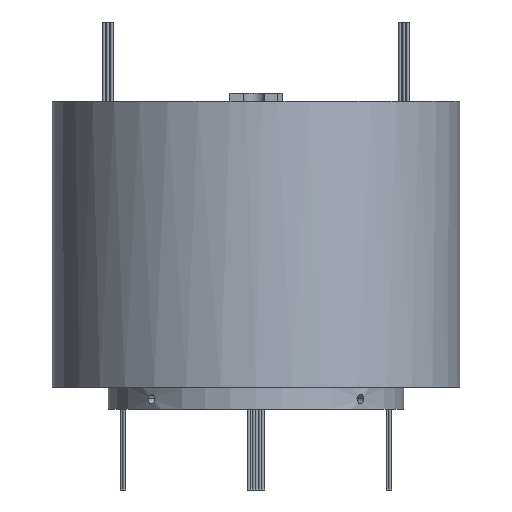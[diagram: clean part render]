
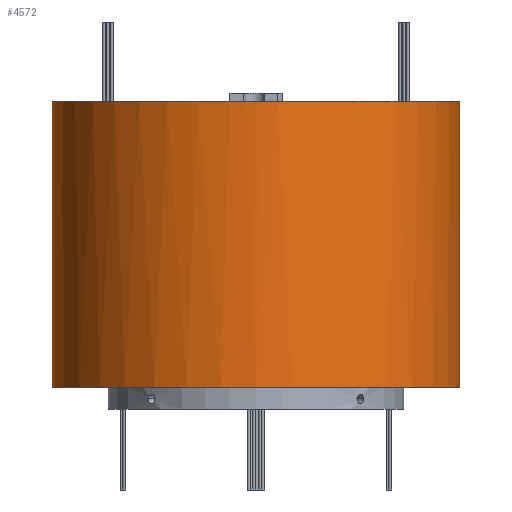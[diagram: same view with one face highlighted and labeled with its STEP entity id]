
A CAD part, front view. The second image highlights one B-rep face of the part: STEP entity #4572.
In plain terms, the highlighted cylindrical face has radius 149 mm (diameter 298 mm), a partial arc.
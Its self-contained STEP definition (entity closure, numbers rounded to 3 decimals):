
#285 = CIRCLE ( 'NONE', #2736, 149. ) ;
#315 = VERTEX_POINT ( 'NONE', #518 ) ;
#393 = DIRECTION ( 'NONE',  ( 0., 0., -1. ) ) ;
#453 = DIRECTION ( 'NONE',  ( 0., 0., 1. ) ) ;
#503 = AXIS2_PLACEMENT_3D ( 'NONE', #2013, #6468, #2659 ) ;
#518 = CARTESIAN_POINT ( 'NONE',  ( -149., 0., 16. ) ) ;
#627 = VERTEX_POINT ( 'NONE', #4863 ) ;
#880 = EDGE_CURVE ( 'NONE', #2811, #627, #4106, .T. ) ;
#922 = VERTEX_POINT ( 'NONE', #4204 ) ;
#1095 = CARTESIAN_POINT ( 'NONE',  ( 16., -148.138, 225. ) ) ;
#1154 = CIRCLE ( 'NONE', #4914, 149. ) ;
#1290 = CARTESIAN_POINT ( 'NONE',  ( 0., 0., 225. ) ) ;
#1358 = ORIENTED_EDGE ( 'NONE', *, *, #880, .F. ) ;
#1918 = ORIENTED_EDGE ( 'NONE', *, *, #6534, .T. ) ;
#1934 = DIRECTION ( 'NONE',  ( 1., 0., 0. ) ) ;
#2013 = CARTESIAN_POINT ( 'NONE',  ( 0., 0., 225. ) ) ;
#2121 = VERTEX_POINT ( 'NONE', #1095 ) ;
#2157 = CYLINDRICAL_SURFACE ( 'NONE', #2810, 149. ) ;
#2340 = FACE_OUTER_BOUND ( 'NONE', #6059, .T. ) ;
#2659 = DIRECTION ( 'NONE',  ( 1., 0., 0. ) ) ;
#2736 = AXIS2_PLACEMENT_3D ( 'NONE', #3242, #7685, #3869 ) ;
#2810 = AXIS2_PLACEMENT_3D ( 'NONE', #5903, #7818, #3991 ) ;
#2811 = VERTEX_POINT ( 'NONE', #2818 ) ;
#2818 = CARTESIAN_POINT ( 'NONE',  ( 149., 0., 225. ) ) ;
#3242 = CARTESIAN_POINT ( 'NONE',  ( 0., 0., 16. ) ) ;
#3413 = EDGE_CURVE ( 'NONE', #6698, #922, #1154, .T. ) ;
#3451 = ORIENTED_EDGE ( 'NONE', *, *, #6378, .T. ) ;
#3485 = EDGE_CURVE ( 'NONE', #922, #2121, #7332, .T. ) ;
#3869 = DIRECTION ( 'NONE',  ( 1., 0., 0. ) ) ;
#3916 = VECTOR ( 'NONE', #5475, 1000. ) ;
#3991 = DIRECTION ( 'NONE',  ( -1., 0., 0. ) ) ;
#4099 = ORIENTED_EDGE ( 'NONE', *, *, #3413, .F. ) ;
#4106 = LINE ( 'NONE', #4832, #3916 ) ;
#4204 = CARTESIAN_POINT ( 'NONE',  ( -19., -147.784, 225. ) ) ;
#4251 = CARTESIAN_POINT ( 'NONE',  ( 0., 0., 225. ) ) ;
#4572 = ADVANCED_FACE ( 'NONE', ( #2340 ), #2157, .T. ) ;
#4789 = ORIENTED_EDGE ( 'NONE', *, *, #3485, .F. ) ;
#4832 = CARTESIAN_POINT ( 'NONE',  ( 149., 0., 225. ) ) ;
#4863 = CARTESIAN_POINT ( 'NONE',  ( 149., 0., 16. ) ) ;
#4888 = DIRECTION ( 'NONE',  ( 1., 0., 0. ) ) ;
#4914 = AXIS2_PLACEMENT_3D ( 'NONE', #1290, #5755, #1934 ) ;
#5475 = DIRECTION ( 'NONE',  ( 0., 0., -1. ) ) ;
#5713 = CARTESIAN_POINT ( 'NONE',  ( -149., 0., 225. ) ) ;
#5755 = DIRECTION ( 'NONE',  ( 0., 0., 1. ) ) ;
#5794 = EDGE_CURVE ( 'NONE', #2121, #2811, #6200, .T. ) ;
#5903 = CARTESIAN_POINT ( 'NONE',  ( 0., 0., 225. ) ) ;
#6059 = EDGE_LOOP ( 'NONE', ( #1358, #7428, #4789, #4099, #1918, #3451 ) ) ;
#6200 = CIRCLE ( 'NONE', #7049, 149. ) ;
#6378 = EDGE_CURVE ( 'NONE', #315, #627, #285, .T. ) ;
#6468 = DIRECTION ( 'NONE',  ( 0., 0., 1. ) ) ;
#6534 = EDGE_CURVE ( 'NONE', #6698, #315, #7557, .T. ) ;
#6698 = VERTEX_POINT ( 'NONE', #5713 ) ;
#7049 = AXIS2_PLACEMENT_3D ( 'NONE', #4251, #453, #4888 ) ;
#7332 = CIRCLE ( 'NONE', #503, 149. ) ;
#7342 = VECTOR ( 'NONE', #393, 1000. ) ;
#7428 = ORIENTED_EDGE ( 'NONE', *, *, #5794, .F. ) ;
#7557 = LINE ( 'NONE', #8008, #7342 ) ;
#7685 = DIRECTION ( 'NONE',  ( 0., 0., 1. ) ) ;
#7818 = DIRECTION ( 'NONE',  ( 0., 0., -1. ) ) ;
#8008 = CARTESIAN_POINT ( 'NONE',  ( -149., 0., 225. ) ) ;
